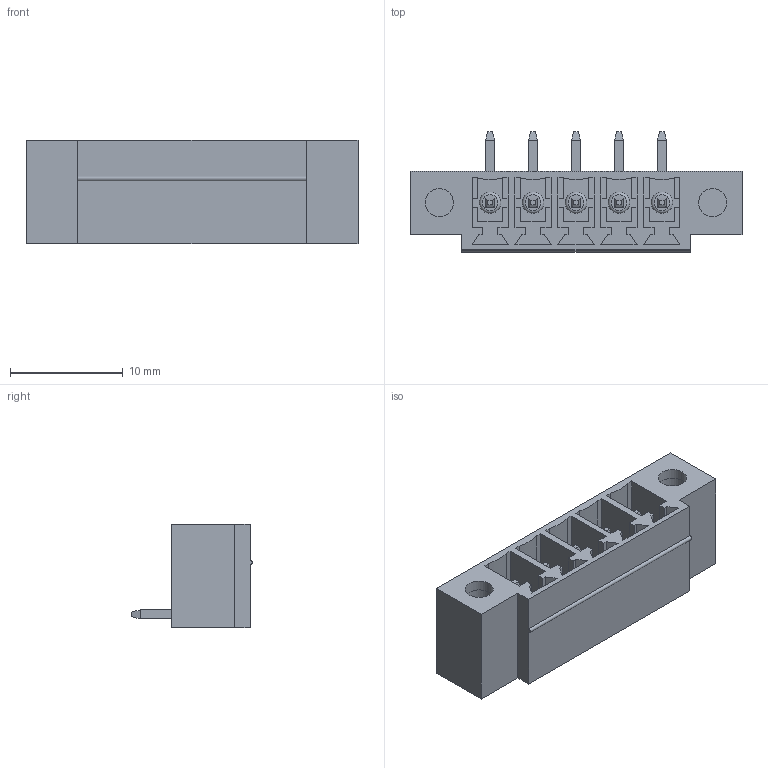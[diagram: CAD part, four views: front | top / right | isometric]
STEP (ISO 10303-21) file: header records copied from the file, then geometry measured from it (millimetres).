
FILE_DESCRIPTION( ( 'Unknown' ), '1' );
FILE_NAME( '691325310005.stp', 'Unknown', ( 'Unknown' ), ( 'Unknown' ), 'PSStep 14.0', 'Unknown', ' ' );
FILE_SCHEMA( ( 'AUTOMOTIVE_DESIGN { 1 0 10303 214 1 1 1 1 }' ) );
Length unit declared in the file: millimetre
Products named in the file (4): Assem1; 6913253100xx_INSERT; 6913253100xx_PIN; 691321300005
Assembly tree (8 placements, depth 2):
  Assem1
    6913253100xx_INSERT  x2
    6913253100xx_PIN  x5
    691321300005
Bounding box: 29.44 x 10.7 x 9.2 mm (x, y, z)
Volume: 1040.5 mm3; surface area: 2782.3 mm2
Topology: 8 solids, 8 shells, 352 faces, 932 edges, 605 vertices
Faces by surface type: plane 318, cylinder 25, torus 9
Full cylindrical faces by diameter (mm): 1.9 x5, 2.5 x4
Entity records: 10947 total; most frequent: CARTESIAN_POINT 1758, ORIENTED_EDGE 1468, DIRECTION 1331, EDGE_CURVE 734, LINE 675, VECTOR 675, VERTEX_POINT 491, AXIS2_PLACEMENT_3D 328
